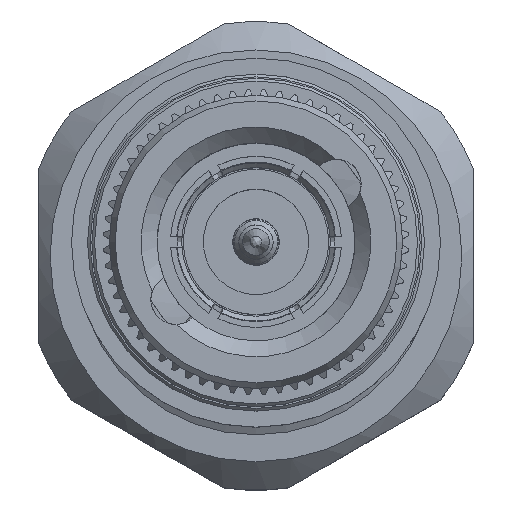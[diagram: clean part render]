
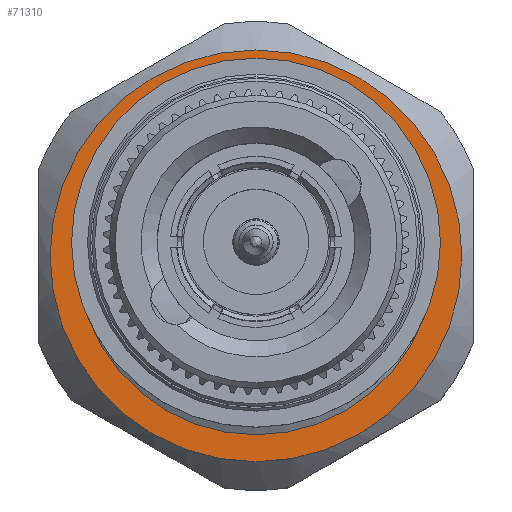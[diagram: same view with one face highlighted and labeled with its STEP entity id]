
A CAD part, top view. The second image highlights one B-rep face of the part: STEP entity #71310.
In plain terms, the highlighted face is planar.
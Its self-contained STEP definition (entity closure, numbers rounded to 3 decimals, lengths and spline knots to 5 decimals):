
#507 = DIRECTION ( 'NONE',  ( 0., 0., 1. ) ) ;
#2680 = CIRCLE ( 'NONE', #73801, 0.38499 ) ;
#5687 = DIRECTION ( 'NONE',  ( 0., 0., 1. ) ) ;
#12952 = AXIS2_PLACEMENT_3D ( 'NONE', #44574, #37319, #507 ) ;
#22350 = FACE_BOUND ( 'NONE', #60301, .T. ) ;
#22988 = AXIS2_PLACEMENT_3D ( 'NONE', #56042, #26567, #5687 ) ;
#26567 = DIRECTION ( 'NONE',  ( -1., 0., 0. ) ) ;
#36961 = DIRECTION ( 'NONE',  ( -1., 0., 0. ) ) ;
#37319 = DIRECTION ( 'NONE',  ( -1., 0., 0. ) ) ;
#39392 = VERTEX_POINT ( 'NONE', #46160 ) ;
#40336 = CARTESIAN_POINT ( 'NONE',  ( 0.67203, 0., 0.38499 ) ) ;
#44574 = CARTESIAN_POINT ( 'NONE',  ( 0.67203, 0.38499, 0. ) ) ;
#46160 = CARTESIAN_POINT ( 'NONE',  ( 0.67203, 0., 0.33442 ) ) ;
#46641 = EDGE_CURVE ( 'NONE', #39392, #39392, #89428, .T. ) ;
#47555 = EDGE_CURVE ( 'NONE', #68891, #68891, #2680, .T. ) ;
#56042 = CARTESIAN_POINT ( 'NONE',  ( 0.67203, 0., 0. ) ) ;
#58272 = DIRECTION ( 'NONE',  ( 0., 0., 1. ) ) ;
#60301 = EDGE_LOOP ( 'NONE', ( #63548 ) ) ;
#63548 = ORIENTED_EDGE ( 'NONE', *, *, #46641, .T. ) ;
#68891 = VERTEX_POINT ( 'NONE', #40336 ) ;
#71310 = ADVANCED_FACE ( 'NONE', ( #22350, #82331 ), #81370, .F. ) ;
#72931 = EDGE_LOOP ( 'NONE', ( #81559 ) ) ;
#73270 = CARTESIAN_POINT ( 'NONE',  ( 0.67203, 0., 0. ) ) ;
#73801 = AXIS2_PLACEMENT_3D ( 'NONE', #73270, #36961, #58272 ) ;
#81370 = PLANE ( 'NONE',  #12952 ) ;
#81559 = ORIENTED_EDGE ( 'NONE', *, *, #47555, .F. ) ;
#82331 = FACE_OUTER_BOUND ( 'NONE', #72931, .T. ) ;
#89428 = CIRCLE ( 'NONE', #22988, 0.33442 ) ;
